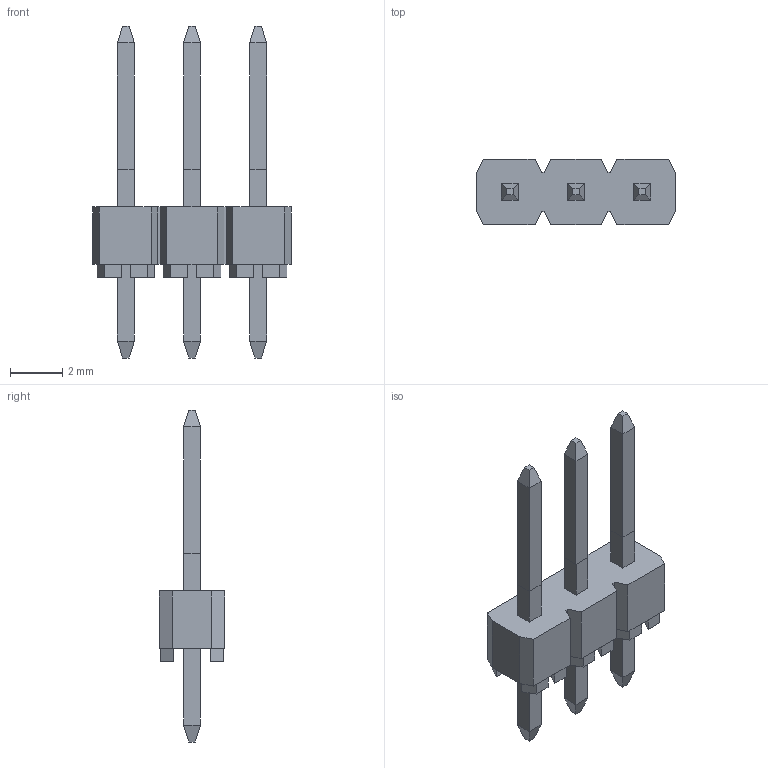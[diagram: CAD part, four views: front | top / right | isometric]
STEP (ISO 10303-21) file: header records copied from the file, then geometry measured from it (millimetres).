
FILE_DESCRIPTION(/* description */ (''),/* implementation_level */ '2;1');
FILE_NAME(/* name */ '1.stp',/* time_stamp */ '2019-05-25T16:35:05+02:00',/* author */ ('k'),/* organization */ (''),/* preprocessor_version */ 'ST-DEVELOPER v15.6',/* originating_system */ 'Autodesk Inventor 2015',/* authorisation */ '');
FILE_SCHEMA (('AUTOMOTIVE_DESIGN { 1 0 10303 214 3 1 1 }'));
Length unit declared in the file: millimetre
Products named in the file (5): 1; 2; 3; 4
Bounding box: 7.62 x 2.5 x 12.75 mm (x, y, z)
Volume: 54.3 mm3; surface area: 184 mm2
Topology: 10 solids, 10 shells, 164 faces, 372 edges, 240 vertices
Faces by surface type: plane 164
Entity records: 4579 total; most frequent: CARTESIAN_POINT 785, ORIENTED_EDGE 744, DIRECTION 718, LINE 372, VECTOR 372, EDGE_CURVE 372, VERTEX_POINT 240, EDGE_LOOP 176
